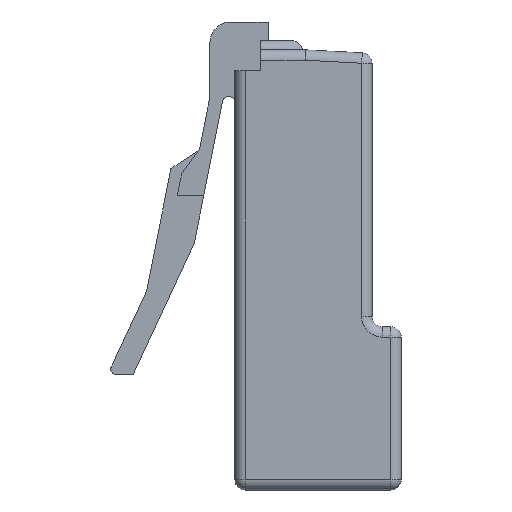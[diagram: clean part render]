
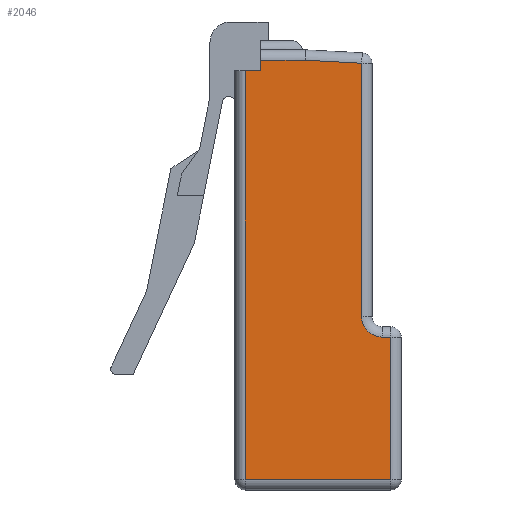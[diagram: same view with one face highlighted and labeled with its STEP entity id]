
A CAD part, left-side view. The second image highlights one B-rep face of the part: STEP entity #2046.
In plain terms, the highlighted planar face has unit normal (-1, 0, 0).
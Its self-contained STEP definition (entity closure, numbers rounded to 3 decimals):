
#52 = CARTESIAN_POINT ( 'NONE',  ( -5.84, 2.06, 0.5 ) ) ;
#95 = VECTOR ( 'NONE', #7467, 1000. ) ;
#145 = LINE ( 'NONE', #7450, #95 ) ;
#161 = VERTEX_POINT ( 'NONE', #5554 ) ;
#448 = VECTOR ( 'NONE', #6720, 1000. ) ;
#532 = DIRECTION ( 'NONE',  ( 0., 0., 1. ) ) ;
#552 = CARTESIAN_POINT ( 'NONE',  ( -5.84, -4.2, -19.67 ) ) ;
#668 = AXIS2_PLACEMENT_3D ( 'NONE', #1155, #2386, #4357 ) ;
#702 = EDGE_CURVE ( 'NONE', #4981, #4200, #145, .T. ) ;
#907 = ORIENTED_EDGE ( 'NONE', *, *, #4715, .T. ) ;
#982 = VECTOR ( 'NONE', #2899, 1000. ) ;
#1082 = LINE ( 'NONE', #2057, #982 ) ;
#1150 = ORIENTED_EDGE ( 'NONE', *, *, #2739, .T. ) ;
#1155 = CARTESIAN_POINT ( 'NONE',  ( -5.84, -3.8, -11.82 ) ) ;
#1161 = CARTESIAN_POINT ( 'NONE',  ( -5.84, -2.8, 0.358 ) ) ;
#1297 = ORIENTED_EDGE ( 'NONE', *, *, #1559, .T. ) ;
#1412 = CIRCLE ( 'NONE', #668, 1. ) ;
#1542 = VECTOR ( 'NONE', #6703, 1000. ) ;
#1559 = EDGE_CURVE ( 'NONE', #7376, #4817, #1732, .T. ) ;
#1591 = ORIENTED_EDGE ( 'NONE', *, *, #6983, .T. ) ;
#1695 = VERTEX_POINT ( 'NONE', #3284 ) ;
#1732 = LINE ( 'NONE', #7067, #1542 ) ;
#1794 = DIRECTION ( 'NONE',  ( 0., 1., 0. ) ) ;
#1981 = CARTESIAN_POINT ( 'NONE',  ( -5.84, -3.3, -12.82 ) ) ;
#2005 = DIRECTION ( 'NONE',  ( 0., 1., 0. ) ) ;
#2046 = ADVANCED_FACE ( 'NONE', ( #7970 ), #4955, .T. ) ;
#2057 = CARTESIAN_POINT ( 'NONE',  ( -5.84, 2.8, -12.32 ) ) ;
#2191 = CARTESIAN_POINT ( 'NONE',  ( -5.84, 2.8, -19.67 ) ) ;
#2285 = EDGE_LOOP ( 'NONE', ( #3580, #2399, #3866, #1297, #1150, #2755, #7590, #907, #1591, #6307 ) ) ;
#2386 = DIRECTION ( 'NONE',  ( -1., 0., 0. ) ) ;
#2399 = ORIENTED_EDGE ( 'NONE', *, *, #5495, .T. ) ;
#2421 = VERTEX_POINT ( 'NONE', #1161 ) ;
#2518 = VECTOR ( 'NONE', #4976, 1000. ) ;
#2565 = LINE ( 'NONE', #5034, #2518 ) ;
#2602 = CARTESIAN_POINT ( 'NONE',  ( -5.84, 3.3, -19.67 ) ) ;
#2739 = EDGE_CURVE ( 'NONE', #4817, #4958, #6566, .T. ) ;
#2755 = ORIENTED_EDGE ( 'NONE', *, *, #6722, .F. ) ;
#2899 = DIRECTION ( 'NONE',  ( 0., 0., -1. ) ) ;
#3284 = CARTESIAN_POINT ( 'NONE',  ( -5.84, 2.06, 0.5 ) ) ;
#3471 = EDGE_CURVE ( 'NONE', #161, #2421, #5083, .T. ) ;
#3580 = ORIENTED_EDGE ( 'NONE', *, *, #702, .F. ) ;
#3639 = VECTOR ( 'NONE', #7543, 1000. ) ;
#3645 = LINE ( 'NONE', #5736, #3639 ) ;
#3739 = VERTEX_POINT ( 'NONE', #6905 ) ;
#3866 = ORIENTED_EDGE ( 'NONE', *, *, #7452, .T. ) ;
#4196 = EDGE_CURVE ( 'NONE', #1695, #4200, #3645, .T. ) ;
#4200 = VERTEX_POINT ( 'NONE', #4225 ) ;
#4225 = CARTESIAN_POINT ( 'NONE',  ( -5.84, 2.06, 0. ) ) ;
#4357 = DIRECTION ( 'NONE',  ( 0., 0., 1. ) ) ;
#4412 = VECTOR ( 'NONE', #1794, 1000. ) ;
#4715 = EDGE_CURVE ( 'NONE', #2421, #3739, #2565, .T. ) ;
#4817 = VERTEX_POINT ( 'NONE', #6518 ) ;
#4935 = DIRECTION ( 'NONE',  ( 0., 0., 1. ) ) ;
#4937 = DIRECTION ( 'NONE',  ( -1., 0., 0. ) ) ;
#4955 = PLANE ( 'NONE',  #5732 ) ;
#4958 = VERTEX_POINT ( 'NONE', #6219 ) ;
#4976 = DIRECTION ( 'NONE',  ( 0., 0.999, 0.052 ) ) ;
#4981 = VERTEX_POINT ( 'NONE', #6002 ) ;
#5034 = CARTESIAN_POINT ( 'NONE',  ( -5.84, 2.621, 0.642 ) ) ;
#5073 = VECTOR ( 'NONE', #532, 1000. ) ;
#5083 = LINE ( 'NONE', #8008, #5073 ) ;
#5352 = CARTESIAN_POINT ( 'NONE',  ( -5.84, 3.3, -12.32 ) ) ;
#5495 = EDGE_CURVE ( 'NONE', #4981, #6770, #1082, .T. ) ;
#5554 = CARTESIAN_POINT ( 'NONE',  ( -5.84, -2.8, -11.82 ) ) ;
#5732 = AXIS2_PLACEMENT_3D ( 'NONE', #5352, #4937, #4935 ) ;
#5736 = CARTESIAN_POINT ( 'NONE',  ( -5.84, 2.06, 1. ) ) ;
#6002 = CARTESIAN_POINT ( 'NONE',  ( -5.84, 2.8, 0. ) ) ;
#6219 = CARTESIAN_POINT ( 'NONE',  ( -5.84, -3.8, -12.82 ) ) ;
#6307 = ORIENTED_EDGE ( 'NONE', *, *, #4196, .T. ) ;
#6518 = CARTESIAN_POINT ( 'NONE',  ( -5.84, -4.2, -12.82 ) ) ;
#6543 = VECTOR ( 'NONE', #2005, 1000. ) ;
#6566 = LINE ( 'NONE', #1981, #6543 ) ;
#6703 = DIRECTION ( 'NONE',  ( 0., 0., 1. ) ) ;
#6720 = DIRECTION ( 'NONE',  ( 0., -1., 0. ) ) ;
#6722 = EDGE_CURVE ( 'NONE', #161, #4958, #1412, .T. ) ;
#6770 = VERTEX_POINT ( 'NONE', #2191 ) ;
#6905 = CARTESIAN_POINT ( 'NONE',  ( -5.84, -0.087, 0.5 ) ) ;
#6983 = EDGE_CURVE ( 'NONE', #3739, #1695, #7349, .T. ) ;
#7067 = CARTESIAN_POINT ( 'NONE',  ( -5.84, -4.2, -12.32 ) ) ;
#7349 = LINE ( 'NONE', #52, #4412 ) ;
#7376 = VERTEX_POINT ( 'NONE', #552 ) ;
#7450 = CARTESIAN_POINT ( 'NONE',  ( -5.84, 3.3, 0. ) ) ;
#7452 = EDGE_CURVE ( 'NONE', #6770, #7376, #7738, .T. ) ;
#7467 = DIRECTION ( 'NONE',  ( 0., -1., 0. ) ) ;
#7543 = DIRECTION ( 'NONE',  ( 0., 0., -1. ) ) ;
#7590 = ORIENTED_EDGE ( 'NONE', *, *, #3471, .T. ) ;
#7738 = LINE ( 'NONE', #2602, #448 ) ;
#7970 = FACE_OUTER_BOUND ( 'NONE', #2285, .T. ) ;
#8008 = CARTESIAN_POINT ( 'NONE',  ( -5.84, -2.8, -12.32 ) ) ;
